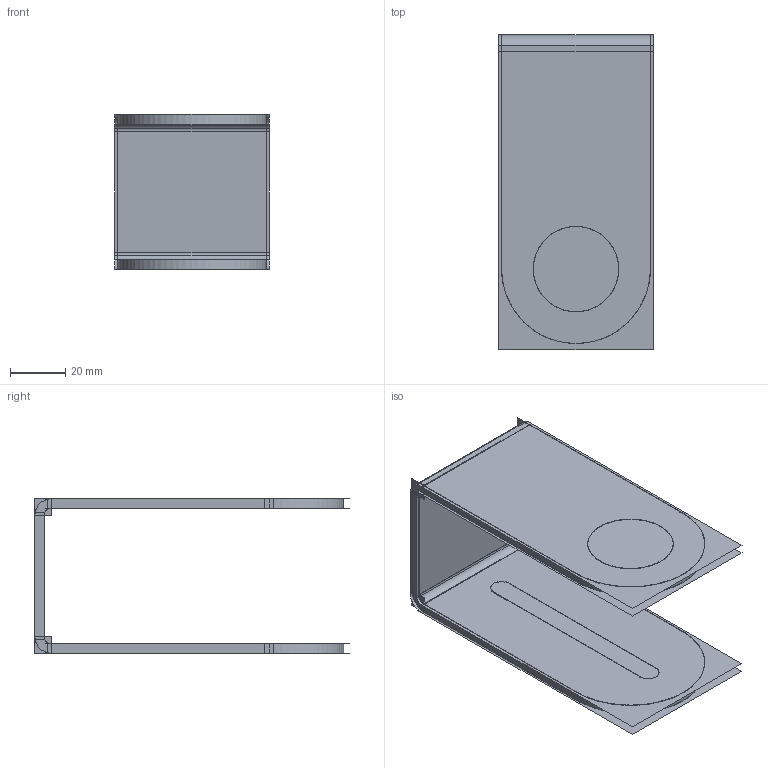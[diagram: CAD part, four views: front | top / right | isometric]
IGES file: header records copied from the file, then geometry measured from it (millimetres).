
Start section:  PTC IGES file: 206486.igs
Global section: file name: 206486.igs; native system: Creo Parametric by PTC Inc.; preprocessor: 2016260; author: pdmadmin; organization: Unknown; date: 20180420.152301; units: millimetre
Bounding box: 56.16 x 114.31 x 56.33 mm (x, y, z)
Volume: 42577.1 mm3; surface area: 118986.4 mm2
Topology: 1 solids, 1 shells, 56 faces, 256 edges, 312 vertices
Faces by surface type: bspline 36, revolution 20
